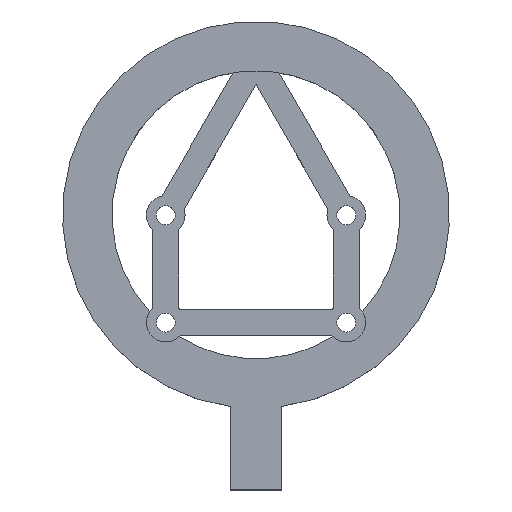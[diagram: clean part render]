
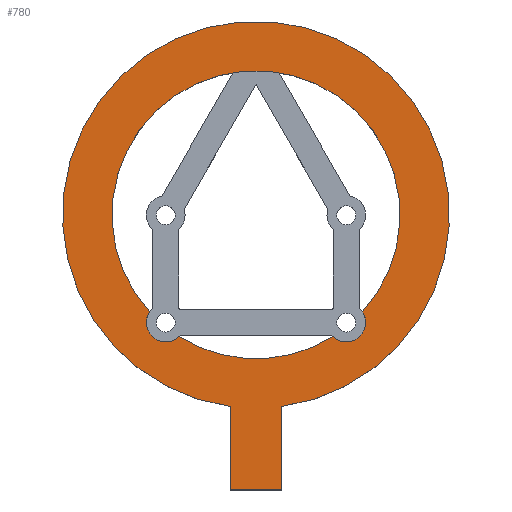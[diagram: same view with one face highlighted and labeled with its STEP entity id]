
A CAD part, top view. The second image highlights one B-rep face of the part: STEP entity #780.
In plain terms, the highlighted planar face has unit normal (0, 0, 1).
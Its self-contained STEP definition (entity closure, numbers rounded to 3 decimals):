
#19=FACE_BOUND('',#114,.T.);
#36=PLANE('',#849);
#69=FACE_OUTER_BOUND('',#113,.T.);
#113=EDGE_LOOP('',(#582,#583,#584,#585));
#114=EDGE_LOOP('',(#586,#587,#588,#589));
#156=LINE('',#1179,#224);
#159=LINE('',#1184,#227);
#168=LINE('',#1200,#236);
#224=VECTOR('',#932,10.);
#227=VECTOR('',#937,10.);
#236=VECTOR('',#952,10.);
#288=CIRCLE('',#825,22.5);
#292=CIRCLE('',#837,2.25);
#294=CIRCLE('',#840,2.25);
#296=CIRCLE('',#843,16.75);
#299=CIRCLE('',#848,16.75);
#334=VERTEX_POINT('',#1160);
#335=VERTEX_POINT('',#1161);
#340=VERTEX_POINT('',#1175);
#342=VERTEX_POINT('',#1178);
#348=VERTEX_POINT('',#1203);
#349=VERTEX_POINT('',#1204);
#352=VERTEX_POINT('',#1212);
#353=VERTEX_POINT('',#1213);
#410=EDGE_CURVE('',#334,#335,#288,.T.);
#418=EDGE_CURVE('',#342,#340,#156,.T.);
#421=EDGE_CURVE('',#340,#334,#159,.T.);
#430=EDGE_CURVE('',#335,#342,#168,.T.);
#431=EDGE_CURVE('',#348,#349,#292,.T.);
#435=EDGE_CURVE('',#352,#353,#294,.T.);
#439=EDGE_CURVE('',#349,#352,#296,.T.);
#442=EDGE_CURVE('',#353,#348,#299,.T.);
#582=ORIENTED_EDGE('',*,*,#430,.T.);
#583=ORIENTED_EDGE('',*,*,#418,.T.);
#584=ORIENTED_EDGE('',*,*,#421,.T.);
#585=ORIENTED_EDGE('',*,*,#410,.T.);
#586=ORIENTED_EDGE('',*,*,#435,.T.);
#587=ORIENTED_EDGE('',*,*,#442,.T.);
#588=ORIENTED_EDGE('',*,*,#431,.T.);
#589=ORIENTED_EDGE('',*,*,#439,.T.);
#780=ADVANCED_FACE('',(#69,#19),#36,.T.);
#825=AXIS2_PLACEMENT_3D('',#1162,#916,#917);
#837=AXIS2_PLACEMENT_3D('',#1205,#957,#958);
#840=AXIS2_PLACEMENT_3D('',#1214,#965,#966);
#843=AXIS2_PLACEMENT_3D('',#1221,#973,#974);
#848=AXIS2_PLACEMENT_3D('',#1226,#983,#984);
#849=AXIS2_PLACEMENT_3D('',#1227,#985,#986);
#916=DIRECTION('center_axis',(0.,0.,1.));
#917=DIRECTION('ref_axis',(-1.,0.,0.));
#932=DIRECTION('',(1.,0.,0.));
#937=DIRECTION('',(0.,1.,0.));
#952=DIRECTION('',(0.,-1.,0.));
#957=DIRECTION('center_axis',(0.,0.,-1.));
#958=DIRECTION('ref_axis',(-1.,0.,0.));
#965=DIRECTION('center_axis',(0.,0.,-1.));
#966=DIRECTION('ref_axis',(-1.,0.,0.));
#973=DIRECTION('center_axis',(0.,0.,-1.));
#974=DIRECTION('ref_axis',(-1.,0.,0.));
#983=DIRECTION('center_axis',(0.,0.,-1.));
#984=DIRECTION('ref_axis',(-1.,0.,0.));
#985=DIRECTION('center_axis',(0.,0.,1.));
#986=DIRECTION('ref_axis',(1.,0.,0.));
#1160=CARTESIAN_POINT('',(3.,-22.299,3.));
#1161=CARTESIAN_POINT('',(-3.,-22.299,3.));
#1162=CARTESIAN_POINT('Origin',(0.,0.,3.));
#1175=CARTESIAN_POINT('',(3.,-32.,3.));
#1178=CARTESIAN_POINT('',(-3.,-32.,3.));
#1179=CARTESIAN_POINT('',(-1.5,-32.,3.));
#1184=CARTESIAN_POINT('',(3.,-30.,3.));
#1200=CARTESIAN_POINT('',(-3.,-19.521,3.));
#1203=CARTESIAN_POINT('',(-8.936,-14.167,3.));
#1204=CARTESIAN_POINT('',(-12.368,-11.296,3.));
#1205=CARTESIAN_POINT('Origin',(-10.5,-12.55,3.));
#1212=CARTESIAN_POINT('',(12.368,-11.296,3.));
#1213=CARTESIAN_POINT('',(8.936,-14.167,3.));
#1214=CARTESIAN_POINT('Origin',(10.5,-12.55,3.));
#1221=CARTESIAN_POINT('Origin',(0.,0.,
3.));
#1226=CARTESIAN_POINT('Origin',(0.,0.,
3.));
#1227=CARTESIAN_POINT('Origin',(0.,6.625,3.));
